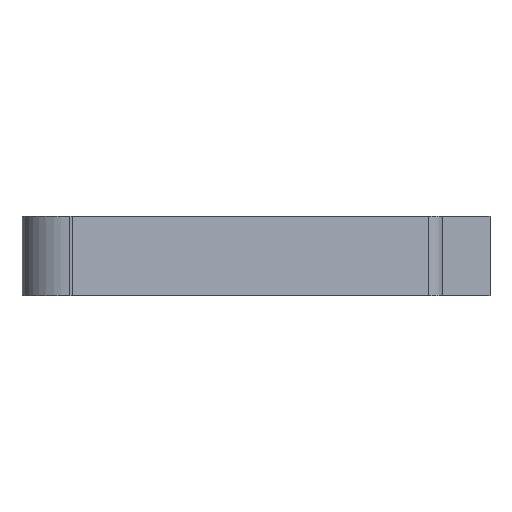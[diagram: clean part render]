
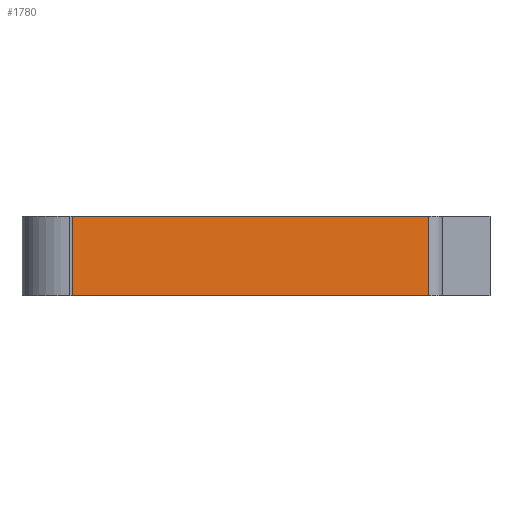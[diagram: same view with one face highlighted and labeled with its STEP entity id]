
A CAD part, front view. The second image highlights one B-rep face of the part: STEP entity #1780.
In plain terms, the highlighted planar face has unit normal (0.119, -0.993, 0).
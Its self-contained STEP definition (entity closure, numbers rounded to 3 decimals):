
#105=PLANE('',#1937);
#180=FACE_OUTER_BOUND('',#301,.T.);
#301=EDGE_LOOP('',(#1517,#1518,#1519,#1520));
#347=LINE('',#2480,#531);
#478=LINE('',#2822,#662);
#488=LINE('',#2843,#672);
#489=LINE('',#2859,#673);
#531=VECTOR('',#2007,10.);
#662=VECTOR('',#2328,10.);
#672=VECTOR('',#2342,10.);
#673=VECTOR('',#2359,10.);
#767=VERTEX_POINT('',#2477);
#768=VERTEX_POINT('',#2479);
#884=VERTEX_POINT('',#2820);
#893=VERTEX_POINT('',#2841);
#930=EDGE_CURVE('',#768,#767,#347,.T.);
#1098=EDGE_CURVE('',#767,#884,#478,.T.);
#1109=EDGE_CURVE('',#893,#884,#488,.T.);
#1117=EDGE_CURVE('',#893,#768,#489,.T.);
#1517=ORIENTED_EDGE('',*,*,#1098,.T.);
#1518=ORIENTED_EDGE('',*,*,#1109,.F.);
#1519=ORIENTED_EDGE('',*,*,#1117,.T.);
#1520=ORIENTED_EDGE('',*,*,#930,.T.);
#1780=ADVANCED_FACE('',(#180),#105,.F.);
#1937=AXIS2_PLACEMENT_3D('',#2858,#2357,#2358);
#2007=DIRECTION('',(0.993,0.119,0.));
#2328=DIRECTION('',(0.,0.,1.));
#2342=DIRECTION('',(0.993,0.119,0.));
#2357=DIRECTION('center_axis',(-0.119,0.993,0.));
#2358=DIRECTION('ref_axis',(0.993,0.119,0.));
#2359=DIRECTION('',(0.,0.,-1.));
#2477=CARTESIAN_POINT('',(22.619,-0.306,-5.));
#2479=CARTESIAN_POINT('',(0.179,-3.,-5.));
#2480=CARTESIAN_POINT('',(0.179,-3.,-5.));
#2820=CARTESIAN_POINT('',(22.619,-0.306,0.));
#2822=CARTESIAN_POINT('',(22.619,-0.306,0.));
#2841=CARTESIAN_POINT('',(0.179,-3.,0.));
#2843=CARTESIAN_POINT('',(0.179,-3.,0.));
#2858=CARTESIAN_POINT('Origin',(0.179,-3.,0.));
#2859=CARTESIAN_POINT('',(0.179,-3.,0.));
